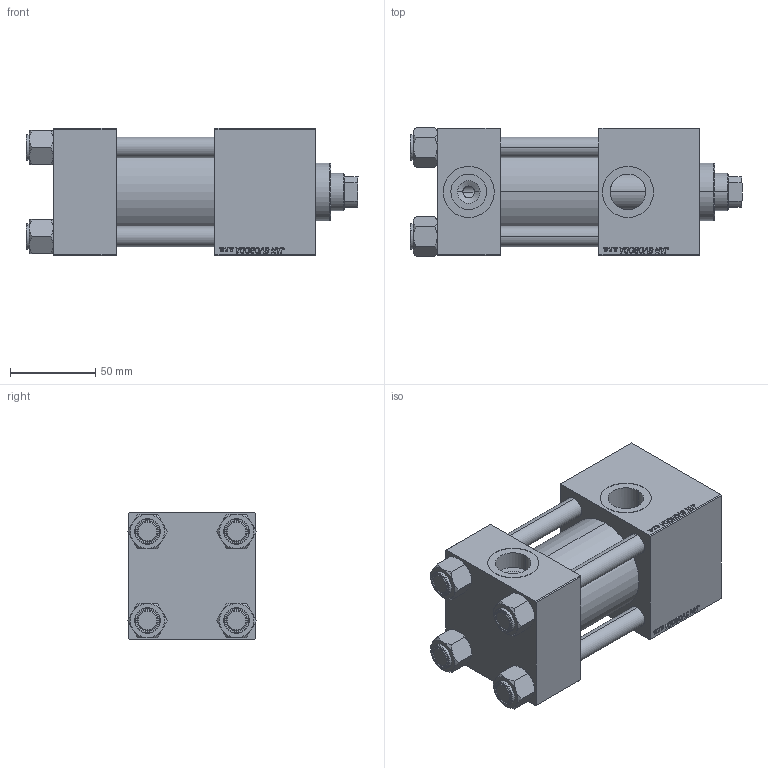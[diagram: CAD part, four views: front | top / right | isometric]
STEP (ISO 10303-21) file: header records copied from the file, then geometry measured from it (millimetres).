
FILE_DESCRIPTION (( 'STEP AP203' ), '1' );
FILE_NAME ('7ee4.STEP', '2023-05-04T10:46:52', ( '' ), ( '' ), 'SwSTEP 2.0', 'SolidWorks 2019', '' );
FILE_SCHEMA (( 'CONFIG_CONTROL_DESIGN' ));
Length unit declared in the file: millimetre
Products named in the file (6): V215CD_Body_C 13ec57c1b0e5be4359ab08d39eae569a; NUT_M5_V215CD_C 13ec57c1b0e5be4359ab08d39eae569a; V215CD_C_TYCINKA 13ec57c1b0e5be4359ab08d39eae569a; V215CD_VCP_C 13ec57c1b0e5be4359ab08d39eae569a; V215CD_VC_C 13ec57c1b0e5be4359ab08d39eae569a; 7ee4
Assembly tree (11 placements, depth 2):
  7ee4
    V215CD_Body_C 13ec57c1b0e5be4359ab08d39eae569a
    V215CD_VC_C 13ec57c1b0e5be4359ab08d39eae569a
    V215CD_VCP_C 13ec57c1b0e5be4359ab08d39eae569a
    V215CD_C_TYCINKA 13ec57c1b0e5be4359ab08d39eae569a  x4
    NUT_M5_V215CD_C 13ec57c1b0e5be4359ab08d39eae569a  x4
Bounding box: 195 x 75.54 x 75 mm (x, y, z)
Volume: 656963.7 mm3; surface area: 147285.3 mm2
Topology: 11 solids, 11 shells, 1148 faces, 2874 edges, 1865 vertices
Faces by surface type: plane 526, bspline 392, cone 136, cylinder 86, torus 8
Entity records: 50214 total; most frequent: CARTESIAN_POINT 27116, ORIENTED_EDGE 5240, DIRECTION 3300, EDGE_CURVE 2620, VERTEX_POINT 1721, VECTOR 1590, LINE 1590, EDGE_LOOP 1157
